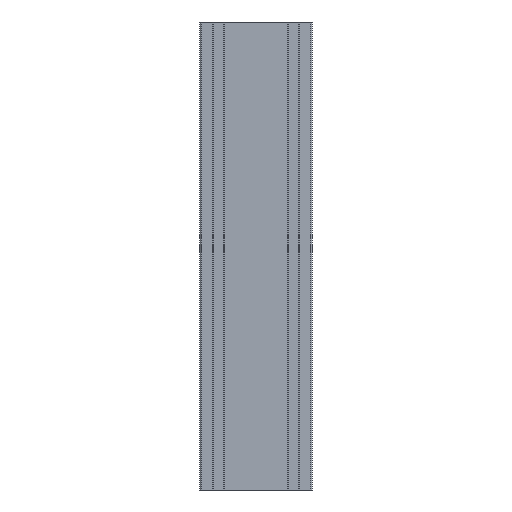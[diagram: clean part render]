
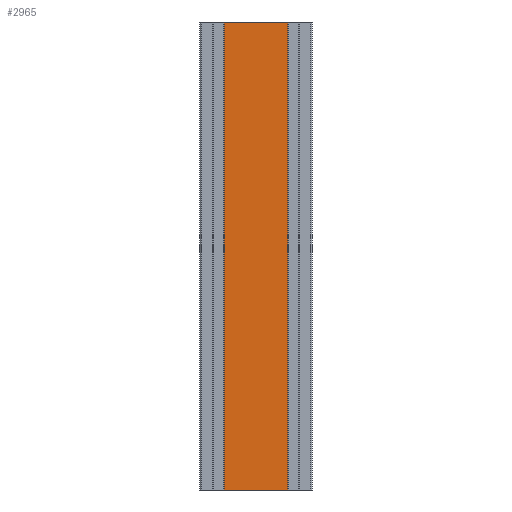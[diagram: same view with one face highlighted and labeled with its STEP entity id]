
A CAD part, front view. The second image highlights one B-rep face of the part: STEP entity #2965.
In plain terms, the highlighted planar face has unit normal (0, -1, 0).
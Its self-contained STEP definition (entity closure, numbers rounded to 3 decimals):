
#55=PLANE('',#3181);
#169=FACE_OUTER_BOUND('',#321,.T.);
#321=EDGE_LOOP('',(#2185,#2186,#2187,#2188));
#671=LINE('',#4590,#1001);
#673=LINE('',#4594,#1003);
#674=LINE('',#4596,#1004);
#675=LINE('',#4597,#1005);
#1001=VECTOR('',#3695,10.);
#1003=VECTOR('',#3699,10.);
#1004=VECTOR('',#3700,10.);
#1005=VECTOR('',#3701,10.);
#1317=VERTEX_POINT('',#4587);
#1318=VERTEX_POINT('',#4589);
#1319=VERTEX_POINT('',#4593);
#1320=VERTEX_POINT('',#4595);
#1675=EDGE_CURVE('',#1318,#1317,#671,.T.);
#1677=EDGE_CURVE('',#1319,#1317,#673,.T.);
#1678=EDGE_CURVE('',#1320,#1319,#674,.T.);
#1679=EDGE_CURVE('',#1318,#1320,#675,.T.);
#2185=ORIENTED_EDGE('',*,*,#1675,.T.);
#2186=ORIENTED_EDGE('',*,*,#1677,.F.);
#2187=ORIENTED_EDGE('',*,*,#1678,.F.);
#2188=ORIENTED_EDGE('',*,*,#1679,.F.);
#2965=ADVANCED_FACE('',(#169),#55,.T.);
#3181=AXIS2_PLACEMENT_3D('',#4592,#3697,#3698);
#3695=DIRECTION('',(0.,0.,1.));
#3697=DIRECTION('center_axis',(0.,-1.,0.));
#3698=DIRECTION('ref_axis',(1.,0.,0.));
#3699=DIRECTION('',(1.,0.,0.));
#3700=DIRECTION('',(0.,0.,1.));
#3701=DIRECTION('',(-1.,0.,0.));
#4587=CARTESIAN_POINT('',(33.9,-30.,250.));
#4589=CARTESIAN_POINT('',(33.9,-30.,-250.));
#4590=CARTESIAN_POINT('',(33.9,-30.,0.));
#4592=CARTESIAN_POINT('Origin',(-33.9,-30.,0.));
#4593=CARTESIAN_POINT('',(-33.9,-30.,250.));
#4594=CARTESIAN_POINT('',(-33.9,-30.,250.));
#4595=CARTESIAN_POINT('',(-33.9,-30.,-250.));
#4596=CARTESIAN_POINT('',(-33.9,-30.,0.));
#4597=CARTESIAN_POINT('',(-33.9,-30.,-250.));
